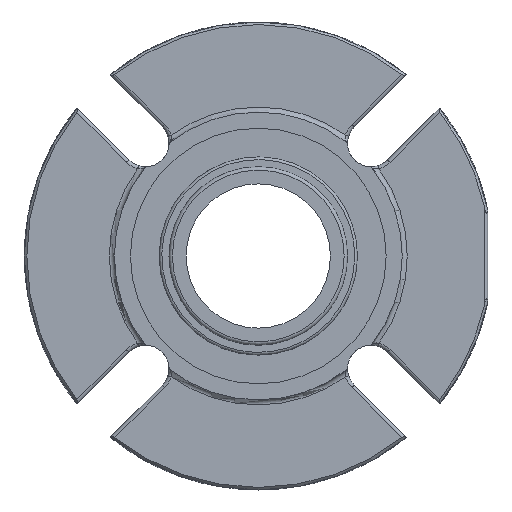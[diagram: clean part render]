
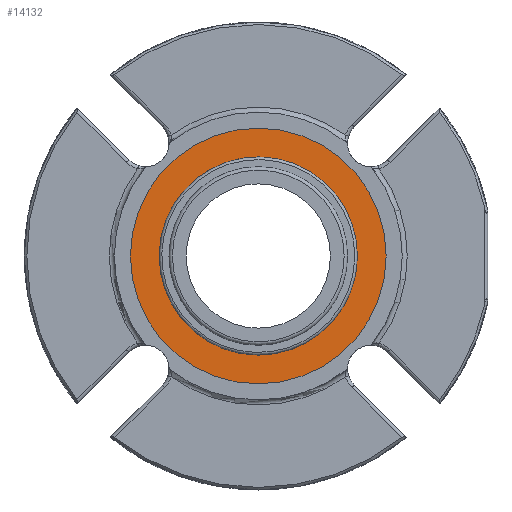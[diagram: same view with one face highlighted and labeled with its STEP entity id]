
A CAD part, left-side view. The second image highlights one B-rep face of the part: STEP entity #14132.
In plain terms, the highlighted planar face has unit normal (-1, 0, 0).
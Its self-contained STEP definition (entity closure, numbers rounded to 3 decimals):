
#1862=PLANE('',#15094);
#4283=ORIENTED_EDGE('',*,*,#5995,.T.);
#4284=ORIENTED_EDGE('',*,*,#5994,.F.);
#5994=EDGE_CURVE('',#6996,#6996,#7599,.F.);
#5995=EDGE_CURVE('',#6997,#6997,#7600,.T.);
#6996=VERTEX_POINT('',#24441);
#6997=VERTEX_POINT('',#24444);
#7599=CIRCLE('',#15093,29.528);
#7600=CIRCLE('',#15095,38.1);
#8246=EDGE_LOOP('',(#4283));
#8247=EDGE_LOOP('',(#4284));
#8963=FACE_BOUND('',#8246,.T.);
#8964=FACE_BOUND('',#8247,.T.);
#14132=ADVANCED_FACE('',(#8963,#8964),#1862,.F.);
#15093=AXIS2_PLACEMENT_3D('',#24440,#17431,#17432);
#15094=AXIS2_PLACEMENT_3D('',#24442,#17433,#17434);
#15095=AXIS2_PLACEMENT_3D('',#24443,#17435,#17436);
#17431=DIRECTION('',(1.,0.,0.));
#17432=DIRECTION('',(0.,1.,0.));
#17433=DIRECTION('',(1.,0.,0.));
#17434=DIRECTION('',(0.,0.,1.));
#17435=DIRECTION('',(-1.,0.,0.));
#17436=DIRECTION('',(0.,0.,-1.));
#24440=CARTESIAN_POINT('',(-0.489,0.,0.));
#24441=CARTESIAN_POINT('',(-0.489,29.528,0.));
#24442=CARTESIAN_POINT('',(-0.489,0.,-38.1));
#24443=CARTESIAN_POINT('',(-0.489,0.,0.));
#24444=CARTESIAN_POINT('',(-0.489,0.,-38.1));
